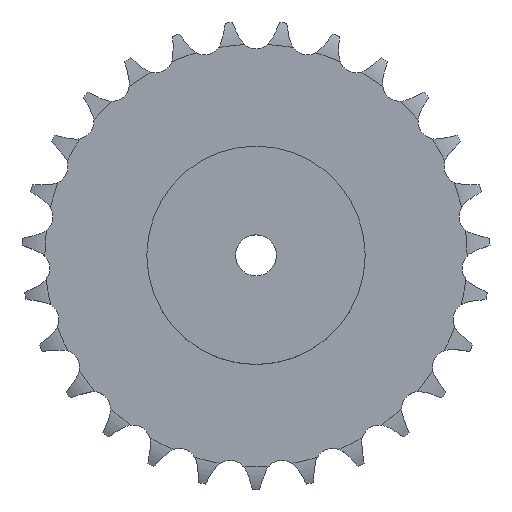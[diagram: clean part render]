
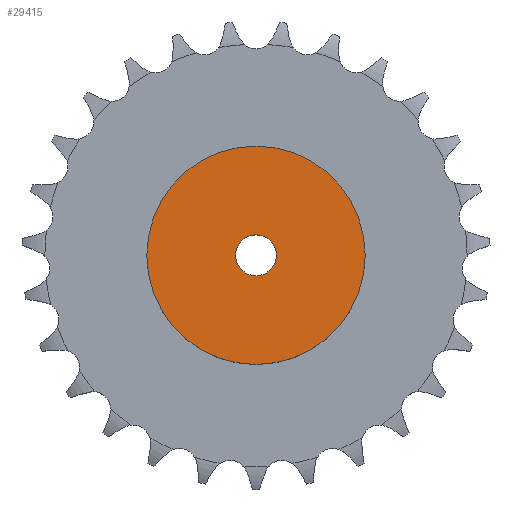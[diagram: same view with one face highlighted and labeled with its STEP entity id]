
A CAD part, top view. The second image highlights one B-rep face of the part: STEP entity #29415.
In plain terms, the highlighted planar face has unit normal (0, 0, 1).
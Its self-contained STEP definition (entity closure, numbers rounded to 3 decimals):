
#3615 = CYLINDRICAL_SURFACE('',#3616,80.);
#3616 = AXIS2_PLACEMENT_3D('',#3617,#3618,#3619);
#3617 = CARTESIAN_POINT('',(0.,0.,0.));
#3618 = DIRECTION('',(-0.,-0.,-1.));
#3619 = DIRECTION('',(1.,0.,0.));
#18646 = VERTEX_POINT('',#18647);
#18647 = CARTESIAN_POINT('',(80.,0.,60.));
#18668 = EDGE_CURVE('',#18646,#18646,#18669,.T.);
#18669 = SURFACE_CURVE('',#18670,(#18675,#18682),.PCURVE_S1.);
#18670 = CIRCLE('',#18671,80.);
#18671 = AXIS2_PLACEMENT_3D('',#18672,#18673,#18674);
#18672 = CARTESIAN_POINT('',(0.,0.,60.));
#18673 = DIRECTION('',(0.,0.,1.));
#18674 = DIRECTION('',(1.,0.,0.));
#18675 = PCURVE('',#3615,#18676);
#18676 = DEFINITIONAL_REPRESENTATION('',(#18677),#18681);
#18677 = LINE('',#18678,#18679);
#18678 = CARTESIAN_POINT('',(-0.,-60.));
#18679 = VECTOR('',#18680,1.);
#18680 = DIRECTION('',(-1.,0.));
#18681 = ( GEOMETRIC_REPRESENTATION_CONTEXT(2) 
PARAMETRIC_REPRESENTATION_CONTEXT() REPRESENTATION_CONTEXT('2D SPACE',''
  ) );
#18682 = PCURVE('',#18683,#18688);
#18683 = PLANE('',#18684);
#18684 = AXIS2_PLACEMENT_3D('',#18685,#18686,#18687);
#18685 = CARTESIAN_POINT('',(0.,0.,60.)
  );
#18686 = DIRECTION('',(0.,0.,1.));
#18687 = DIRECTION('',(1.,0.,0.));
#18688 = DEFINITIONAL_REPRESENTATION('',(#18689),#18693);
#18689 = CIRCLE('',#18690,80.);
#18690 = AXIS2_PLACEMENT_2D('',#18691,#18692);
#18691 = CARTESIAN_POINT('',(0.,0.));
#18692 = DIRECTION('',(1.,0.));
#18693 = ( GEOMETRIC_REPRESENTATION_CONTEXT(2) 
PARAMETRIC_REPRESENTATION_CONTEXT() REPRESENTATION_CONTEXT('2D SPACE',''
  ) );
#25010 = CYLINDRICAL_SURFACE('',#25011,15.);
#25011 = AXIS2_PLACEMENT_3D('',#25012,#25013,#25014);
#25012 = CARTESIAN_POINT('',(0.,0.,523.127));
#25013 = DIRECTION('',(0.,0.,1.));
#25014 = DIRECTION('',(1.,0.,0.));
#29415 = ADVANCED_FACE('',(#29416,#29419),#18683,.T.);
#29416 = FACE_BOUND('',#29417,.T.);
#29417 = EDGE_LOOP('',(#29418));
#29418 = ORIENTED_EDGE('',*,*,#18668,.T.);
#29419 = FACE_BOUND('',#29420,.T.);
#29420 = EDGE_LOOP('',(#29421));
#29421 = ORIENTED_EDGE('',*,*,#29422,.F.);
#29422 = EDGE_CURVE('',#29423,#29423,#29425,.T.);
#29423 = VERTEX_POINT('',#29424);
#29424 = CARTESIAN_POINT('',(15.,0.,60.));
#29425 = SURFACE_CURVE('',#29426,(#29431,#29438),.PCURVE_S1.);
#29426 = CIRCLE('',#29427,15.);
#29427 = AXIS2_PLACEMENT_3D('',#29428,#29429,#29430);
#29428 = CARTESIAN_POINT('',(0.,0.,60.));
#29429 = DIRECTION('',(0.,0.,1.));
#29430 = DIRECTION('',(1.,0.,0.));
#29431 = PCURVE('',#18683,#29432);
#29432 = DEFINITIONAL_REPRESENTATION('',(#29433),#29437);
#29433 = CIRCLE('',#29434,15.);
#29434 = AXIS2_PLACEMENT_2D('',#29435,#29436);
#29435 = CARTESIAN_POINT('',(0.,0.));
#29436 = DIRECTION('',(1.,0.));
#29437 = ( GEOMETRIC_REPRESENTATION_CONTEXT(2) 
PARAMETRIC_REPRESENTATION_CONTEXT() REPRESENTATION_CONTEXT('2D SPACE',''
  ) );
#29438 = PCURVE('',#25010,#29439);
#29439 = DEFINITIONAL_REPRESENTATION('',(#29440),#29444);
#29440 = LINE('',#29441,#29442);
#29441 = CARTESIAN_POINT('',(0.,-463.127));
#29442 = VECTOR('',#29443,1.);
#29443 = DIRECTION('',(1.,0.));
#29444 = ( GEOMETRIC_REPRESENTATION_CONTEXT(2) 
PARAMETRIC_REPRESENTATION_CONTEXT() REPRESENTATION_CONTEXT('2D SPACE',''
  ) );
